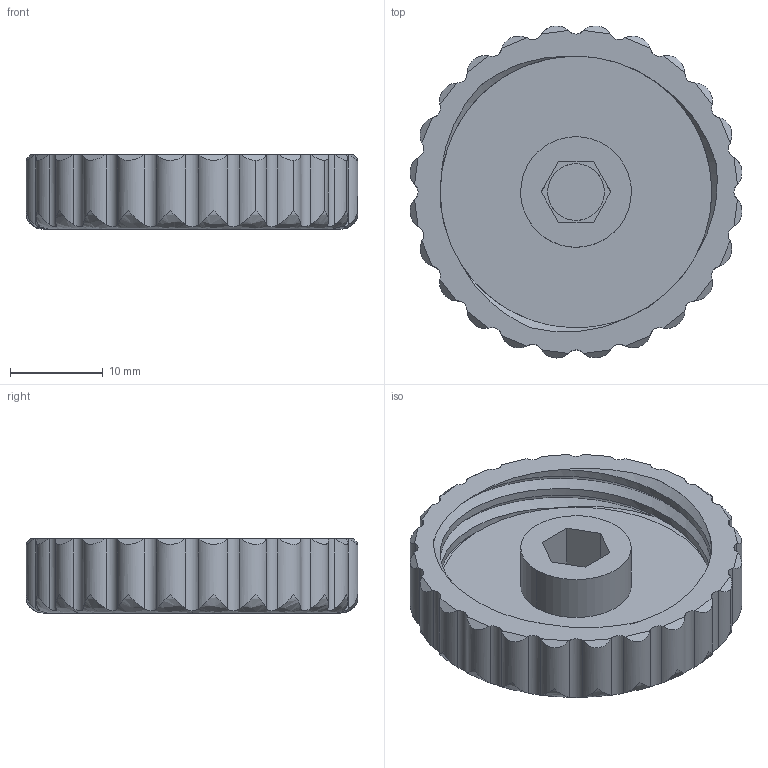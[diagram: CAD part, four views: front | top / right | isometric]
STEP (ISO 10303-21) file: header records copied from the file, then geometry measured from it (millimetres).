
FILE_DESCRIPTION(/* description */ (''),/* implementation_level */ '2;1');
FILE_NAME(/* name */ 'CAP-WI~4',/* time_stamp */ '2025-02-18T19:47:15+08:00',/* author */ (''),/* organization */ (''),/* preprocessor_version */ 'ST-DEVELOPER v16.5',/* originating_system */ '',/* authorisation */ '');
FILE_SCHEMA (('CONFIG_CONTROL_DESIGN'));
Length unit declared in the file: millimetre
Products named in the file (1): Document
Bounding box: 35.73 x 35.73 x 8 mm (x, y, z)
Volume: 4544 mm3; surface area: 3759 mm2
Topology: 1 solids, 1 shells, 118 faces, 341 edges, 229 vertices
Faces by surface type: cylinder 71, bspline 32, plane 15
Entity records: 8687 total; most frequent: CARTESIAN_POINT 6563, ORIENTED_EDGE 682, EDGE_CURVE 341, VERTEX_POINT 229, B_SPLINE_CURVE_WITH_KNOTS 154, EDGE_LOOP 122, ADVANCED_FACE 118, FACE_OUTER_BOUND 118
